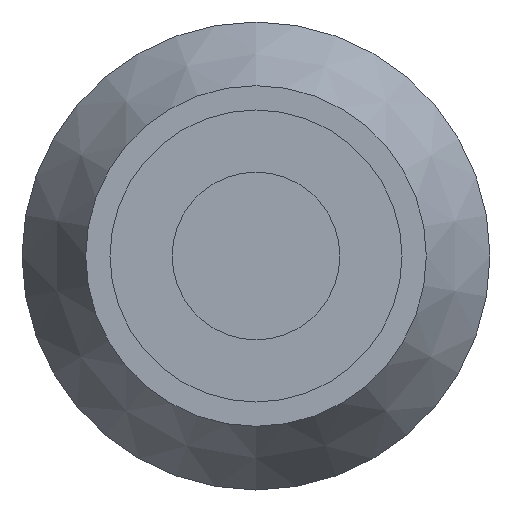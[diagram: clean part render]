
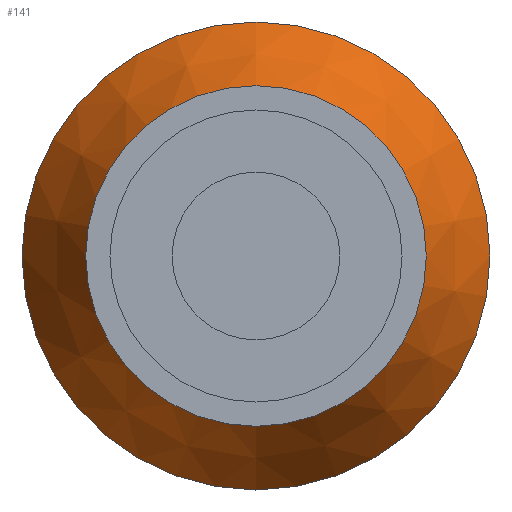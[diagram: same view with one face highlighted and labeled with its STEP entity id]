
A CAD part, front view. The second image highlights one B-rep face of the part: STEP entity #141.
In plain terms, the highlighted conical face has half-angle 29.026 degrees and reference radius 4.16 mm.
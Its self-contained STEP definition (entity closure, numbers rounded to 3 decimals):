
#18=CONICAL_SURFACE('',#176,4.16,0.507);
#22=LINE('',#259,#29);
#29=VECTOR('',#214,4.16);
#42=FACE_OUTER_BOUND('',#53,.T.);
#53=EDGE_LOOP('',(#112,#113,#114,#115));
#65=CIRCLE('',#175,4.815);
#66=CIRCLE('',#177,3.505);
#75=VERTEX_POINT('',#253);
#76=VERTEX_POINT('',#257);
#87=EDGE_CURVE('',#75,#75,#65,.T.);
#89=EDGE_CURVE('',#76,#76,#66,.T.);
#90=EDGE_CURVE('',#76,#75,#22,.T.);
#112=ORIENTED_EDGE('',*,*,#89,.F.);
#113=ORIENTED_EDGE('',*,*,#90,.T.);
#114=ORIENTED_EDGE('',*,*,#87,.T.);
#115=ORIENTED_EDGE('',*,*,#90,.F.);
#141=ADVANCED_FACE('',(#42),#18,.T.);
#175=AXIS2_PLACEMENT_3D('',#254,#207,#208);
#176=AXIS2_PLACEMENT_3D('',#256,#210,#211);
#177=AXIS2_PLACEMENT_3D('',#258,#212,#213);
#207=DIRECTION('center_axis',(0.,-1.,0.));
#208=DIRECTION('ref_axis',(1.,0.,0.));
#210=DIRECTION('center_axis',(0.,1.,0.));
#211=DIRECTION('ref_axis',(0.,0.,-1.));
#212=DIRECTION('center_axis',(0.,-1.,0.));
#213=DIRECTION('ref_axis',(1.,0.,0.));
#214=DIRECTION('',(0.,0.874,0.485));
#253=CARTESIAN_POINT('',(0.,18.641,4.815));
#254=CARTESIAN_POINT('Origin',(0.,18.641,0.));
#256=CARTESIAN_POINT('Origin',(0.,17.46,0.));
#257=CARTESIAN_POINT('',(0.,16.28,3.505));
#258=CARTESIAN_POINT('Origin',(0.,16.28,0.));
#259=CARTESIAN_POINT('',(0.,17.46,4.16));
